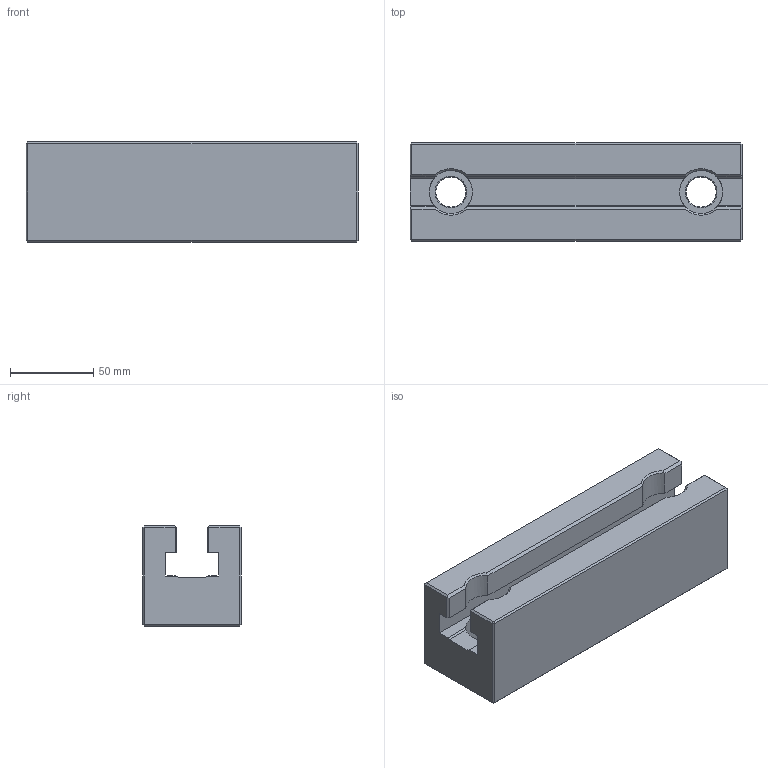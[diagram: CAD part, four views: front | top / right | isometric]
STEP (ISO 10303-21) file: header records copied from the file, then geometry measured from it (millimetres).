
FILE_DESCRIPTION( ( 'Unknown' ), '1' );
FILE_NAME( 'SU28-6060200-16.stp', 'Unknown', ( 'S.C.H' ), ( 'Unknown' ), 'XStep 1.0', 'Unknown', ' ' );
FILE_SCHEMA( ( 'CONFIG_CONTROL_DESIGN' ) );
Length unit declared in the file: millimetre
Products named in the file (1): 1
Bounding box: 199 x 59 x 60 mm (x, y, z)
Volume: 525497.6 mm3; surface area: 72338.7 mm2
Topology: 1 solids, 1 shells, 78 faces, 204 edges, 128 vertices
Faces by surface type: plane 62, cone 8, cylinder 8
Full cylindrical faces by diameter (mm): 18 x2, 26 x2
Entity records: 2328 total; most frequent: CARTESIAN_POINT 415, DIRECTION 386, ORIENTED_EDGE 380, EDGE_CURVE 190, LINE 136, VECTOR 136, AXIS2_PLACEMENT_3D 125, VERTEX_POINT 122
